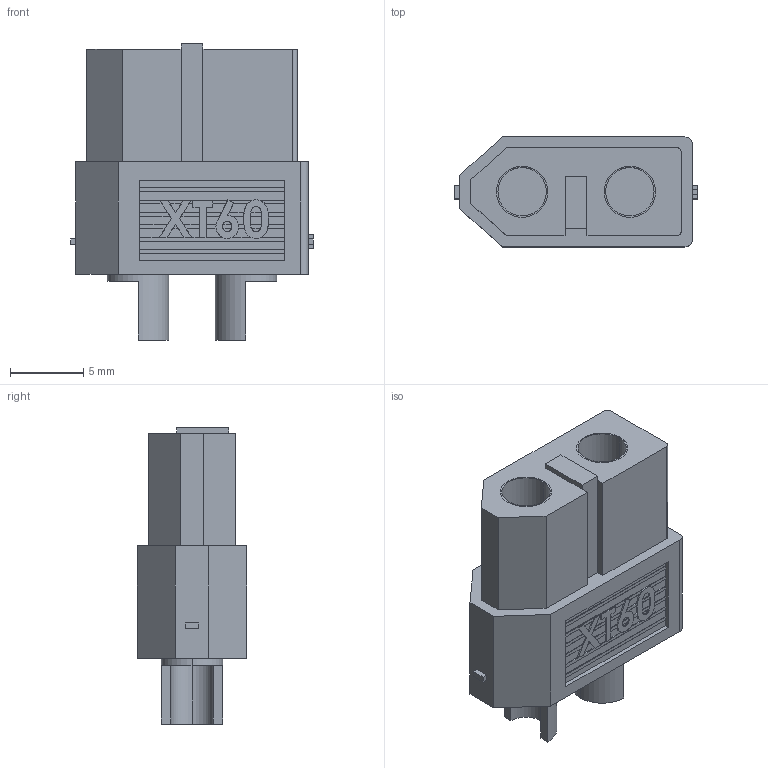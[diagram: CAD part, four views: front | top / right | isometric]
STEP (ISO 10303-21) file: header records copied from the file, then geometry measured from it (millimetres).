
FILE_DESCRIPTION(('FreeCAD Model'),'2;1');
FILE_NAME('Open CASCADE Shape Model','2021-09-15T20:04:31',(''),(''), 'Open CASCADE STEP processor 7.3','FreeCAD','Unknown');
FILE_SCHEMA(('AUTOMOTIVE_DESIGN { 1 0 10303 214 1 1 1 1 }'));
Length unit declared in the file: millimetre
Products named in the file (2): XT60-female; XT60MaleConnector
Assembly tree (1 placements, depth 2):
  XT60-female
    XT60MaleConnector
Bounding box: 16.55 x 7.5 x 20.2 mm (x, y, z)
Volume: 1200.8 mm3; surface area: 2088.6 mm2
Topology: 3 solids, 4 shells, 393 faces, 3264 edges, 9422 vertices
Faces by surface type: plane 321, bspline 36, cylinder 32, torus 4
Entity records: 44995 total; most frequent: CARTESIAN_POINT 18255, DIRECTION 3796, LINE 2622, VECTOR 2622, GEOMETRIC_CURVE_SET 2177, ORIENTED_EDGE 2176, TRIMMED_CURVE 2176, EDGE_CURVE 1088
